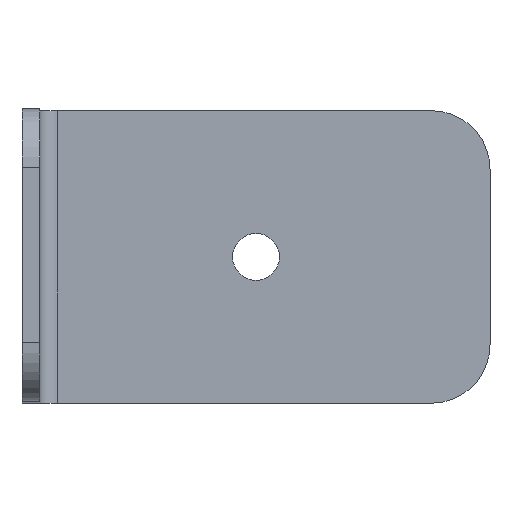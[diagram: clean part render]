
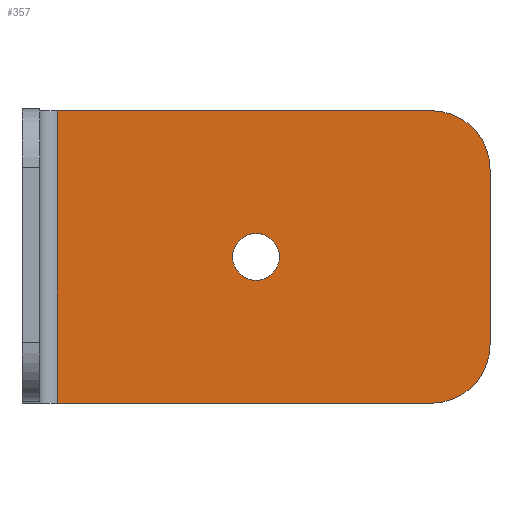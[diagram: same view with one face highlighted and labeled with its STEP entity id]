
A CAD part, top view. The second image highlights one B-rep face of the part: STEP entity #357.
In plain terms, the highlighted planar face has unit normal (0, 0, 1).
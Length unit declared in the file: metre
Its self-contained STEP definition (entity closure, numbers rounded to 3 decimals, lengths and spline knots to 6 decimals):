
#29=CIRCLE('',#399,0.004);
#32=CIRCLE('',#404,0.01);
#33=CIRCLE('',#405,0.01);
#108=ORIENTED_EDGE('',*,*,#174,.T.);
#109=ORIENTED_EDGE('',*,*,#167,.F.);
#110=ORIENTED_EDGE('',*,*,#178,.T.);
#111=ORIENTED_EDGE('',*,*,#161,.F.);
#112=ORIENTED_EDGE('',*,*,#179,.T.);
#113=ORIENTED_EDGE('',*,*,#171,.T.);
#114=ORIENTED_EDGE('',*,*,#180,.T.);
#161=EDGE_CURVE('',#201,#202,#229,.F.);
#167=EDGE_CURVE('',#207,#208,#235,.F.);
#171=EDGE_CURVE('',#212,#211,#239,.F.);
#174=EDGE_CURVE('',#214,#214,#29,.T.);
#178=EDGE_CURVE('',#207,#202,#32,.F.);
#179=EDGE_CURVE('',#201,#212,#242,.F.);
#180=EDGE_CURVE('',#211,#208,#33,.F.);
#201=VERTEX_POINT('',#574);
#202=VERTEX_POINT('',#575);
#207=VERTEX_POINT('',#586);
#208=VERTEX_POINT('',#588);
#211=VERTEX_POINT('',#595);
#212=VERTEX_POINT('',#597);
#214=VERTEX_POINT('',#603);
#229=LINE('',#573,#257);
#235=LINE('',#587,#263);
#239=LINE('',#596,#267);
#242=LINE('',#610,#270);
#257=VECTOR('',#468,1.);
#263=VECTOR('',#476,1.);
#267=VECTOR('',#482,1.);
#270=VECTOR('',#501,1.);
#293=EDGE_LOOP('',(#108));
#294=EDGE_LOOP('',(#109,#110,#111,#112,#113,#114));
#323=FACE_BOUND('',#293,.T.);
#324=FACE_BOUND('',#294,.T.);
#340=PLANE('',#403);
#357=ADVANCED_FACE('',(#323,#324),#340,.F.);
#399=AXIS2_PLACEMENT_3D('',#602,#488,#489);
#403=AXIS2_PLACEMENT_3D('',#608,#497,#498);
#404=AXIS2_PLACEMENT_3D('',#609,#499,#500);
#405=AXIS2_PLACEMENT_3D('',#611,#502,#503);
#468=DIRECTION('',(-1.,0.,0.));
#476=DIRECTION('',(0.,1.,0.));
#482=DIRECTION('',(-1.,0.,0.));
#488=DIRECTION('',(0.,0.,-1.));
#489=DIRECTION('',(-1.,0.,0.));
#497=DIRECTION('',(0.,0.,-1.));
#498=DIRECTION('',(-1.,0.,0.));
#499=DIRECTION('',(0.,0.,-1.));
#500=DIRECTION('',(-1.,0.,0.));
#501=DIRECTION('',(0.,1.,0.));
#502=DIRECTION('',(0.,0.,-1.));
#503=DIRECTION('',(-1.,0.,0.));
#573=CARTESIAN_POINT('',(0.068628,0.,0.003));
#574=CARTESIAN_POINT('',(0.006,0.,0.003));
#575=CARTESIAN_POINT('',(0.07,0.,0.003));
#586=CARTESIAN_POINT('',(0.08,-0.01,0.003));
#587=CARTESIAN_POINT('',(0.08,0.,0.003));
#588=CARTESIAN_POINT('',(0.08,-0.04,0.003));
#595=CARTESIAN_POINT('',(0.07,-0.05,0.003));
#596=CARTESIAN_POINT('',(0.068628,-0.05,0.003));
#597=CARTESIAN_POINT('',(0.006,-0.05,0.003));
#602=CARTESIAN_POINT('',(0.04,-0.025,0.003));
#603=CARTESIAN_POINT('',(0.036,-0.025,0.003));
#608=CARTESIAN_POINT('',(0.068628,0.,0.003));
#609=CARTESIAN_POINT('',(0.07,-0.01,0.003));
#610=CARTESIAN_POINT('',(0.006,0.,0.003));
#611=CARTESIAN_POINT('',(0.07,-0.04,0.003));
